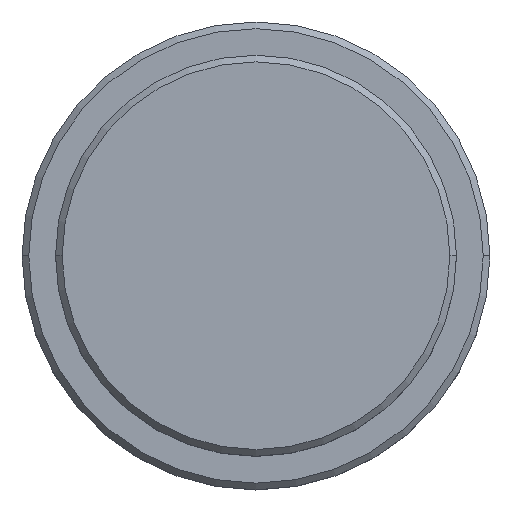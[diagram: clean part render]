
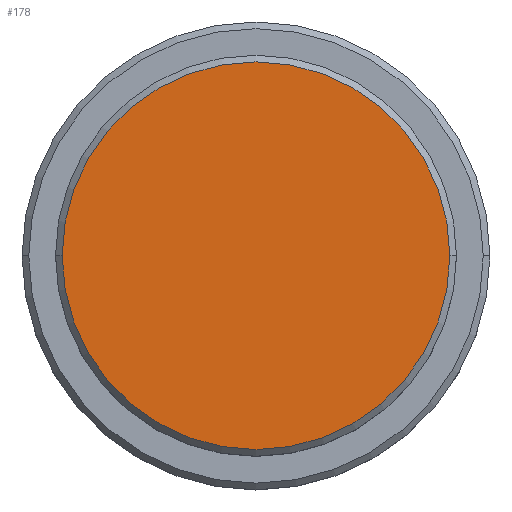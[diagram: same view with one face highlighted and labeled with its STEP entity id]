
A CAD part, top view. The second image highlights one B-rep face of the part: STEP entity #178.
In plain terms, the highlighted planar face has unit normal (0, 0, 1).
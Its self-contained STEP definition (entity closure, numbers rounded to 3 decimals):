
#72 = ORIENTED_EDGE ( 'NONE', *, *, #1050, .T. ) ;
#122 = FACE_OUTER_BOUND ( 'NONE', #874, .T. ) ;
#125 = DIRECTION ( 'NONE',  ( 0., 0., 1. ) ) ;
#131 = CARTESIAN_POINT ( 'NONE',  ( 0., 0., 0. ) ) ;
#135 = CARTESIAN_POINT ( 'NONE',  ( 0., 0., 0. ) ) ;
#178 = ADVANCED_FACE ( 'NONE', ( #122 ), #1137, .T. ) ;
#474 = CIRCLE ( 'NONE', #1006, 14.5 ) ;
#586 = DIRECTION ( 'NONE',  ( 1., 0., 0. ) ) ;
#627 = CARTESIAN_POINT ( 'NONE',  ( -14.5, 0., 0. ) ) ;
#635 = VERTEX_POINT ( 'NONE', #1233 ) ;
#798 = AXIS2_PLACEMENT_3D ( 'NONE', #131, #892, #586 ) ;
#859 = ORIENTED_EDGE ( 'NONE', *, *, #1067, .T. ) ;
#874 = EDGE_LOOP ( 'NONE', ( #859, #72 ) ) ;
#892 = DIRECTION ( 'NONE',  ( 0., 0., 1. ) ) ;
#902 = VERTEX_POINT ( 'NONE', #627 ) ;
#909 = DIRECTION ( 'NONE',  ( 0., 0., 1. ) ) ;
#1006 = AXIS2_PLACEMENT_3D ( 'NONE', #135, #125, #1018 ) ;
#1018 = DIRECTION ( 'NONE',  ( 1., 0., 0. ) ) ;
#1050 = EDGE_CURVE ( 'NONE', #635, #902, #474, .T. ) ;
#1067 = EDGE_CURVE ( 'NONE', #902, #635, #1413, .T. ) ;
#1137 = PLANE ( 'NONE',  #798 ) ;
#1139 = AXIS2_PLACEMENT_3D ( 'NONE', #1202, #909, #1334 ) ;
#1202 = CARTESIAN_POINT ( 'NONE',  ( 0., 0., 0. ) ) ;
#1233 = CARTESIAN_POINT ( 'NONE',  ( 14.5, 0., 0. ) ) ;
#1334 = DIRECTION ( 'NONE',  ( 1., 0., 0. ) ) ;
#1413 = CIRCLE ( 'NONE', #1139, 14.5 ) ;
